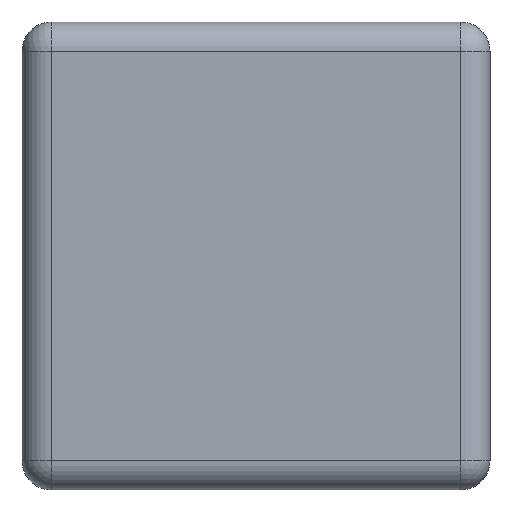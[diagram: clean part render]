
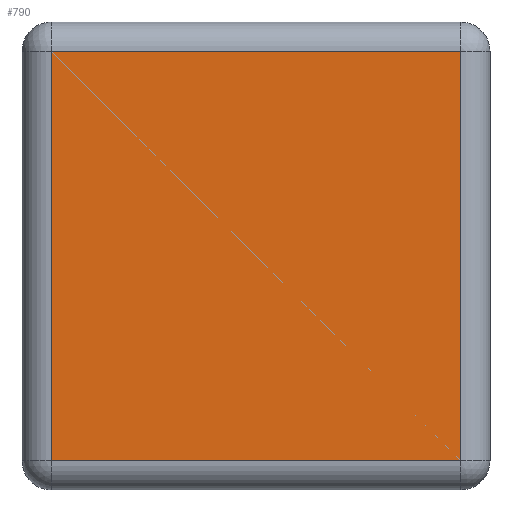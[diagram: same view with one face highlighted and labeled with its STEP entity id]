
A CAD part, left-side view. The second image highlights one B-rep face of the part: STEP entity #790.
In plain terms, the highlighted planar face has unit normal (-1, 0, 0).
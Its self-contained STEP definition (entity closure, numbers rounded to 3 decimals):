
#28=PLANE('',#912);
#61=LINE('',#1337,#121);
#65=LINE('',#1357,#125);
#67=LINE('',#1360,#127);
#73=LINE('',#1369,#133);
#121=VECTOR('',#1097,10.);
#125=VECTOR('',#1121,10.);
#127=VECTOR('',#1125,10.);
#133=VECTOR('',#1137,10.);
#230=FACE_OUTER_BOUND('',#288,.T.);
#288=EDGE_LOOP('',(#689,#690,#691,#692));
#378=VERTEX_POINT('',#1316);
#384=VERTEX_POINT('',#1330);
#387=VERTEX_POINT('',#1343);
#392=VERTEX_POINT('',#1353);
#467=EDGE_CURVE('',#384,#378,#61,.T.);
#477=EDGE_CURVE('',#387,#392,#65,.T.);
#479=EDGE_CURVE('',#392,#384,#67,.T.);
#485=EDGE_CURVE('',#378,#387,#73,.T.);
#689=ORIENTED_EDGE('',*,*,#477,.F.);
#690=ORIENTED_EDGE('',*,*,#485,.F.);
#691=ORIENTED_EDGE('',*,*,#467,.F.);
#692=ORIENTED_EDGE('',*,*,#479,.F.);
#790=ADVANCED_FACE('',(#230),#28,.T.);
#912=AXIS2_PLACEMENT_3D('',#1389,#1165,#1166);
#1097=DIRECTION('',(0.,0.,1.));
#1121=DIRECTION('',(0.,0.,-1.));
#1125=DIRECTION('',(0.,1.,0.));
#1137=DIRECTION('',(0.,-1.,0.));
#1165=DIRECTION('center_axis',(-1.,0.,0.));
#1166=DIRECTION('ref_axis',(0.,0.,1.));
#1316=CARTESIAN_POINT('',(-0.8,0.35,0.35));
#1330=CARTESIAN_POINT('',(-0.8,0.35,-0.35));
#1337=CARTESIAN_POINT('',(-0.8,0.35,-0.2));
#1343=CARTESIAN_POINT('',(-0.8,-0.35,0.35));
#1353=CARTESIAN_POINT('',(-0.8,-0.35,-0.35));
#1357=CARTESIAN_POINT('',(-0.8,-0.35,0.2));
#1360=CARTESIAN_POINT('',(-0.8,-0.2,-0.35));
#1369=CARTESIAN_POINT('',(-0.8,0.2,0.35));
#1389=CARTESIAN_POINT('Origin',(-0.8,0.,0.));
